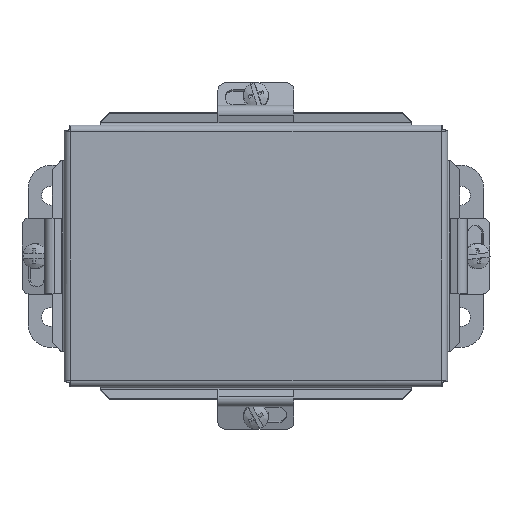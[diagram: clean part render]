
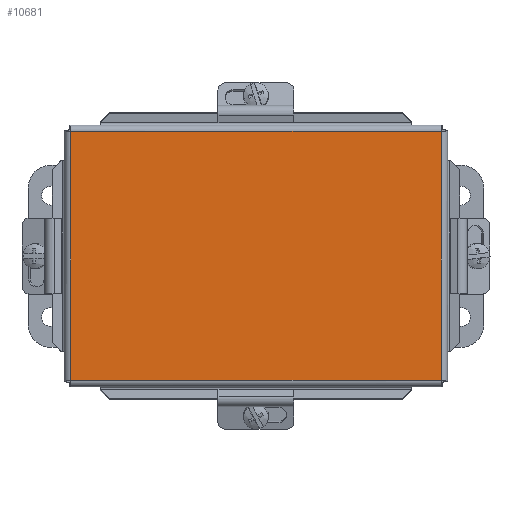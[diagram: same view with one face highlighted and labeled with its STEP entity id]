
A CAD part, top view. The second image highlights one B-rep face of the part: STEP entity #10681.
In plain terms, the highlighted face is planar.
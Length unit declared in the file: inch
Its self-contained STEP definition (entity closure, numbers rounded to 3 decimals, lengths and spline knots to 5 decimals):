
#32 = ORIENTED_EDGE ( 'NONE', *, *, #13555, .T. ) ;
#458 = DIRECTION ( 'NONE',  ( 0., 0., 1. ) ) ;
#499 = CARTESIAN_POINT ( 'NONE',  ( 4.20475, 4.67988, 0. ) ) ;
#1532 = VECTOR ( 'NONE', #8841, 39.37008 ) ;
#1588 = VERTEX_POINT ( 'NONE', #10400 ) ;
#1768 = CARTESIAN_POINT ( 'NONE',  ( 0.10525, 6.20475, 0. ) ) ;
#2808 = VECTOR ( 'NONE', #10395, 39.37008 ) ;
#3103 = VERTEX_POINT ( 'NONE', #9432 ) ;
#3222 = EDGE_CURVE ( 'NONE', #15304, #3103, #12725, .T. ) ;
#5693 = EDGE_CURVE ( 'NONE', #14230, #15304, #12249, .T. ) ;
#6786 = FACE_OUTER_BOUND ( 'NONE', #6891, .T. ) ;
#6891 = EDGE_LOOP ( 'NONE', ( #14569, #32, #15403, #9174 ) ) ;
#7025 = VECTOR ( 'NONE', #10955, 39.37008 ) ;
#7547 = PLANE ( 'NONE',  #15376 ) ;
#7586 = CARTESIAN_POINT ( 'NONE',  ( 2.155, 3.155, 0. ) ) ;
#7757 = DIRECTION ( 'NONE',  ( 1., 0., 0. ) ) ;
#7832 = CARTESIAN_POINT ( 'NONE',  ( 1.13013, 6.20475, 0. ) ) ;
#7853 = LINE ( 'NONE', #499, #1532 ) ;
#8592 = CARTESIAN_POINT ( 'NONE',  ( 3.17988, 0.10525, 0. ) ) ;
#8800 = DIRECTION ( 'NONE',  ( 1., 0., 0. ) ) ;
#8841 = DIRECTION ( 'NONE',  ( 0., -1., 0. ) ) ;
#9174 = ORIENTED_EDGE ( 'NONE', *, *, #3222, .T. ) ;
#9211 = CARTESIAN_POINT ( 'NONE',  ( 0.10525, 1.63013, 0. ) ) ;
#9432 = CARTESIAN_POINT ( 'NONE',  ( 4.20475, 6.20475, 0. ) ) ;
#10395 = DIRECTION ( 'NONE',  ( 0., 1., 0. ) ) ;
#10400 = CARTESIAN_POINT ( 'NONE',  ( 4.20475, 0.10525, 0. ) ) ;
#10681 = ADVANCED_FACE ( 'NONE', ( #6786 ), #7547, .F. ) ;
#10829 = CARTESIAN_POINT ( 'NONE',  ( 0.10525, 0.10525, 0. ) ) ;
#10955 = DIRECTION ( 'NONE',  ( -1., 0., 0. ) ) ;
#12249 = LINE ( 'NONE', #9211, #2808 ) ;
#12371 = VECTOR ( 'NONE', #7757, 39.37008 ) ;
#12725 = LINE ( 'NONE', #7832, #12371 ) ;
#12970 = LINE ( 'NONE', #8592, #7025 ) ;
#13555 = EDGE_CURVE ( 'NONE', #1588, #14230, #12970, .T. ) ;
#14230 = VERTEX_POINT ( 'NONE', #10829 ) ;
#14569 = ORIENTED_EDGE ( 'NONE', *, *, #15216, .T. ) ;
#15216 = EDGE_CURVE ( 'NONE', #3103, #1588, #7853, .T. ) ;
#15304 = VERTEX_POINT ( 'NONE', #1768 ) ;
#15376 = AXIS2_PLACEMENT_3D ( 'NONE', #7586, #458, #8800 ) ;
#15403 = ORIENTED_EDGE ( 'NONE', *, *, #5693, .T. ) ;
